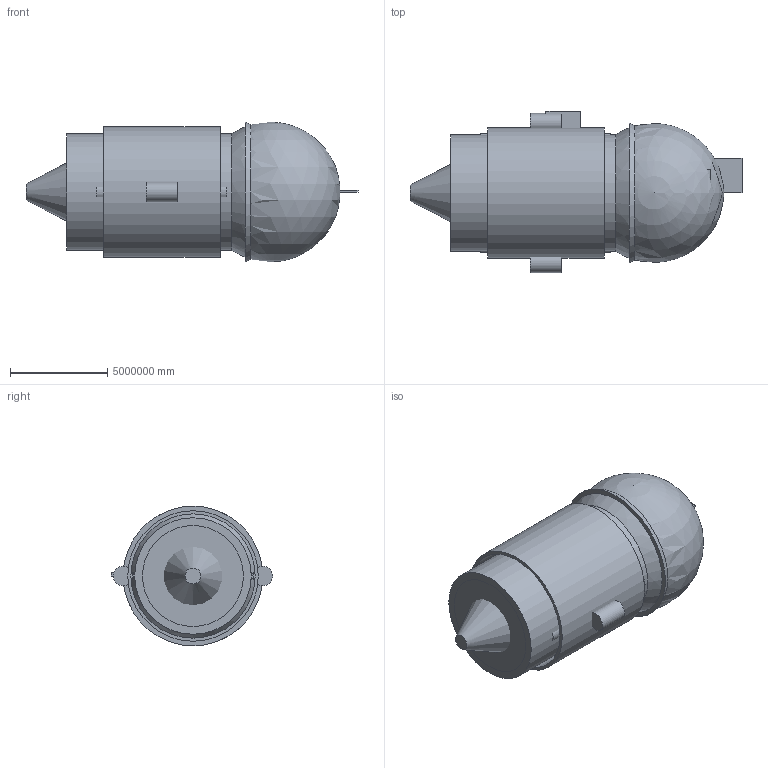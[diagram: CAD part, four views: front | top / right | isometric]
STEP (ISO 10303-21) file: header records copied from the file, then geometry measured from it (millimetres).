
FILE_DESCRIPTION(('FreeCAD Model'),'2;1');
FILE_NAME('Open CASCADE Shape Model','2025-10-14T01:46:50',('Author'),( ''),'Open CASCADE STEP processor 7.8','FreeCAD','Unknown');
FILE_SCHEMA(('AUTOMOTIVE_DESIGN { 1 0 10303 214 1 1 1 1 }'));
Length unit declared in the file: metre
Products named in the file (14): MasterSolid (Mass: 1534138542263863.2 kg, Margin 122731083381109.1 kg, 
Total 1656869625644972.2 kg); Booms; Radiators; RTG_Assembly; SolarArray; Robots; IonThrusters; Sensors; AuxThrusters; RCSThrusters; PayloadBay; ParkerShield; EngineBay; HGA_Assembly
Bounding box: 17100000 x 8300000 x 7200000 mm (x, y, z)
Volume: 450947591044579459072 mm3
Topology: 55 solids, 58 shells, 211 faces, 297 edges, 199 vertices
Faces by surface type: plane 159, cylinder 43, sphere 6, cone 3
Full cylindrical faces by diameter (mm): 140000 x1, 160000 x1, 180000 x2, 240000 x1, 260000 x3, 300000 x12, 420000 x8, 1000000 x8, 1100000 x1, 4800000 x1, 5200000 x1, 6000000 x2, 6400000 x1, 6720000 x1
Entity records: 9845 total; most frequent: CARTESIAN_POINT 2444, DIRECTION 1368, LINE 662, VECTOR 662, ORIENTED_EDGE 570, PCURVE 570, DEFINITIONAL_REPRESENTATION 570, AXIS2_PLACEMENT_3D 307
